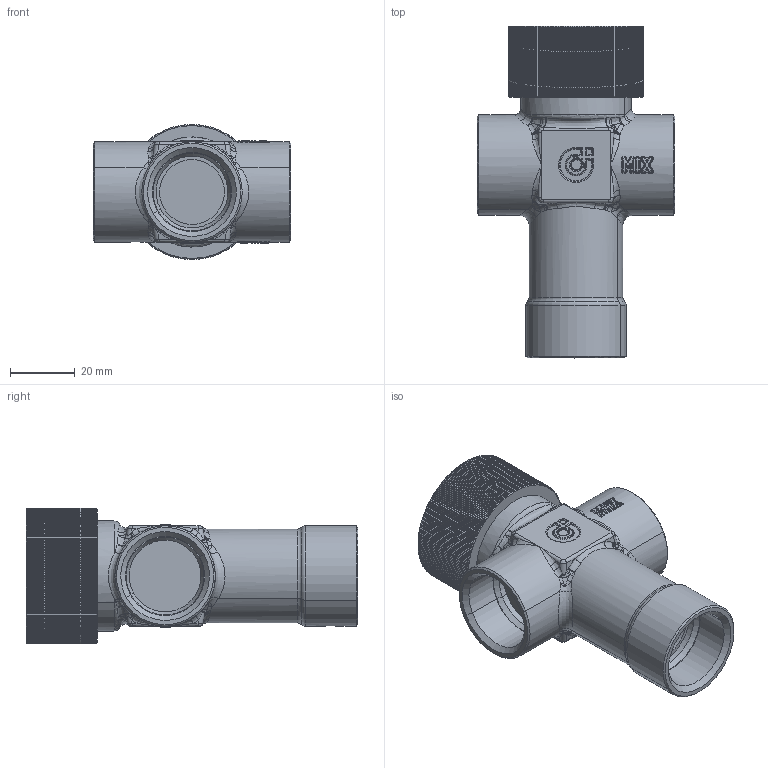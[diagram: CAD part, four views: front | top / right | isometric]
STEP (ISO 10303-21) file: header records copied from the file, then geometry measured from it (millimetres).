
FILE_DESCRIPTION(('CATIA V5 STEP Exchange','CAx-IF Rec.Pracs.--- Model Styling and Organization---1.4--- 2014-01-23','CAx-IF Rec.Pracs.---3D Tessellated Data Validation Properties---0.5---2014-09-14'),'2;1');
FILE_NAME('STEP_520540_-_TST.stp','2021-07-30T12:39:17+00:00',('none'),('none'),'CATIA Version 5-6 Release 2019 SP3','CATIA V5 STEP AP242 v1','none');
FILE_SCHEMA(('AP242_MANAGED_MODEL_BASED_3D_ENGINEERING_MIM_LF {1 0 10303 442 1 1 4}'));
Products named in the file (1): 520540 - TST
Bounding box: 61 x 102.4 x 41.72 mm (x, y, z)
Volume: 92084.9 mm3; surface area: 20847.3 mm2
Topology: 1 solids, 1 shells, 1307 faces, 3350 edges, 1948 vertices
Faces by surface type: plane 570, bspline 449, cylinder 171, sphere 77, cone 25, torus 15
Entity records: 64806 total; most frequent: CARTESIAN_POINT 39648, ORIENTED_EDGE 6476, EDGE_CURVE 3238, DIRECTION 2665, B_SPLINE_CURVE_WITH_KNOTS 2193, VERTEX_POINT 1948, EDGE_LOOP 1322, ADVANCED_FACE 1307
